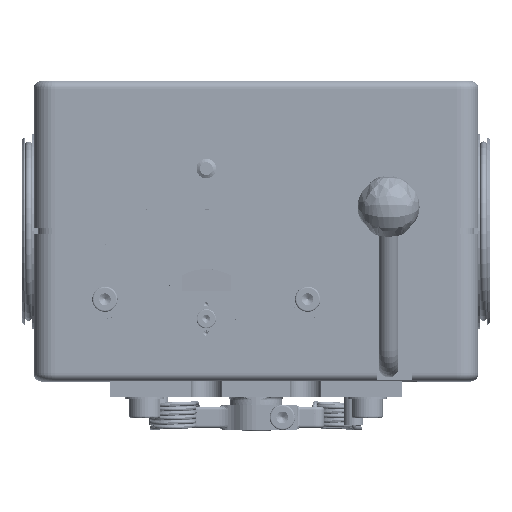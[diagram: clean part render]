
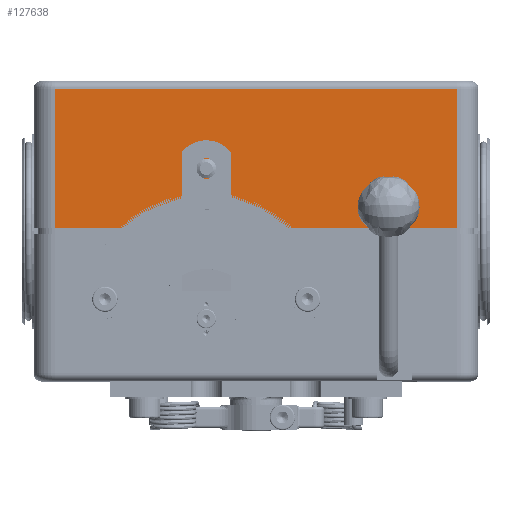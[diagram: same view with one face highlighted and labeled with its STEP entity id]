
A CAD part, top view. The second image highlights one B-rep face of the part: STEP entity #127638.
In plain terms, the highlighted planar face has unit normal (0, 0, 1).
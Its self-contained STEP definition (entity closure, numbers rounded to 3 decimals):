
#4136 = CARTESIAN_POINT ( 'NONE',  ( -103., 77., 66. ) ) ;
#5444 = LINE ( 'NONE', #42327, #126288 ) ;
#11362 = CARTESIAN_POINT ( 'NONE',  ( 103., 150., 66. ) ) ;
#15893 = VECTOR ( 'NONE', #72500, 1000. ) ;
#16832 = CARTESIAN_POINT ( 'NONE',  ( 103., 77., 66. ) ) ;
#24205 = VECTOR ( 'NONE', #62855, 1000. ) ;
#39445 = FACE_OUTER_BOUND ( 'NONE', #148456, .T. ) ;
#40613 = CARTESIAN_POINT ( 'NONE',  ( 103., 150., 66. ) ) ;
#42327 = CARTESIAN_POINT ( 'NONE',  ( -103., 78.5, 66. ) ) ;
#53678 = EDGE_CURVE ( 'NONE', #115779, #86744, #73416, .T. ) ;
#59411 = EDGE_CURVE ( 'NONE', #104625, #115779, #5444, .T. ) ;
#62478 = EDGE_CURVE ( 'NONE', #104625, #72231, #81602, .T. ) ;
#62762 = DIRECTION ( 'NONE',  ( 0., -1., 0. ) ) ;
#62855 = DIRECTION ( 'NONE',  ( 0., 1., 0. ) ) ;
#67700 = AXIS2_PLACEMENT_3D ( 'NONE', #16832, #109518, #62762 ) ;
#72231 = VERTEX_POINT ( 'NONE', #11362 ) ;
#72500 = DIRECTION ( 'NONE',  ( 0., 1., 0. ) ) ;
#73416 = LINE ( 'NONE', #4136, #24205 ) ;
#81602 = LINE ( 'NONE', #139706, #15893 ) ;
#86068 = DIRECTION ( 'NONE',  ( -1., 0., 0. ) ) ;
#86744 = VERTEX_POINT ( 'NONE', #143435 ) ;
#96614 = CARTESIAN_POINT ( 'NONE',  ( 103., 78.5, 66. ) ) ;
#102997 = ORIENTED_EDGE ( 'NONE', *, *, #53678, .F. ) ;
#104625 = VERTEX_POINT ( 'NONE', #96614 ) ;
#109518 = DIRECTION ( 'NONE',  ( 0., 0., -1. ) ) ;
#109932 = LINE ( 'NONE', #40613, #148465 ) ;
#111150 = ORIENTED_EDGE ( 'NONE', *, *, #59411, .F. ) ;
#115779 = VERTEX_POINT ( 'NONE', #148357 ) ;
#120076 = PLANE ( 'NONE',  #67700 ) ;
#126288 = VECTOR ( 'NONE', #86068, 1000. ) ;
#127638 = ADVANCED_FACE ( 'NONE', ( #39445 ), #120076, .F. ) ;
#127710 = ORIENTED_EDGE ( 'NONE', *, *, #145630, .T. ) ;
#133646 = ORIENTED_EDGE ( 'NONE', *, *, #62478, .T. ) ;
#139706 = CARTESIAN_POINT ( 'NONE',  ( 103., 77., 66. ) ) ;
#143435 = CARTESIAN_POINT ( 'NONE',  ( -103., 150., 66. ) ) ;
#144635 = DIRECTION ( 'NONE',  ( -1., 0., 0. ) ) ;
#145630 = EDGE_CURVE ( 'NONE', #72231, #86744, #109932, .T. ) ;
#148357 = CARTESIAN_POINT ( 'NONE',  ( -103., 78.5, 66. ) ) ;
#148456 = EDGE_LOOP ( 'NONE', ( #102997, #111150, #133646, #127710 ) ) ;
#148465 = VECTOR ( 'NONE', #144635, 1000. ) ;
